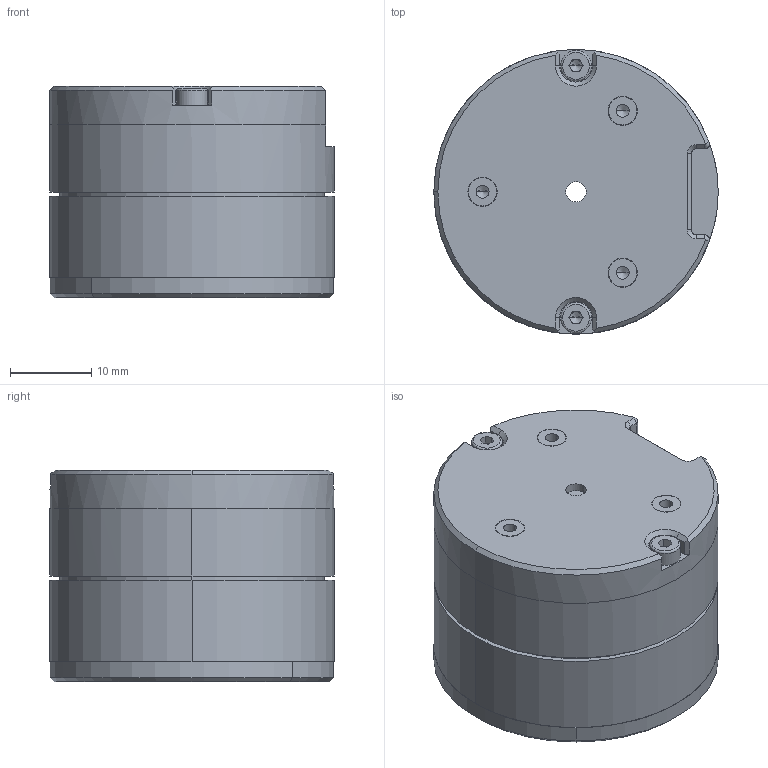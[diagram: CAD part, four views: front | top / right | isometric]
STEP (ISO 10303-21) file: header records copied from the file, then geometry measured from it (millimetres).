
FILE_DESCRIPTION (( 'STEP AP214' ), '1' );
FILE_NAME ('2806DM-3D.STEP', '2019-10-09T09:44:24', ( '' ), ( '' ), 'SwSTEP 2.0', 'SolidWorks 2012', '' );
FILE_SCHEMA (( 'AUTOMOTIVE_DESIGN' ));
Length unit declared in the file: millimetre
Products named in the file (1): 2806DM-3D
Bounding box: 35 x 35 x 26 mm (x, y, z)
Volume: 9436.7 mm3; surface area: 12556.3 mm2
Topology: 6 solids, 6 shells, 267 faces, 677 edges, 428 vertices
Faces by surface type: cylinder 138, plane 82, cone 41, torus 4, bspline 2
Entity records: 11593 total; most frequent: CARTESIAN_POINT 1965, DIRECTION 1485, ORIENTED_EDGE 1318, EDGE_CURVE 659, AXIS2_PLACEMENT_3D 594, VERTEX_POINT 428, CIRCLE 328, EDGE_LOOP 319
